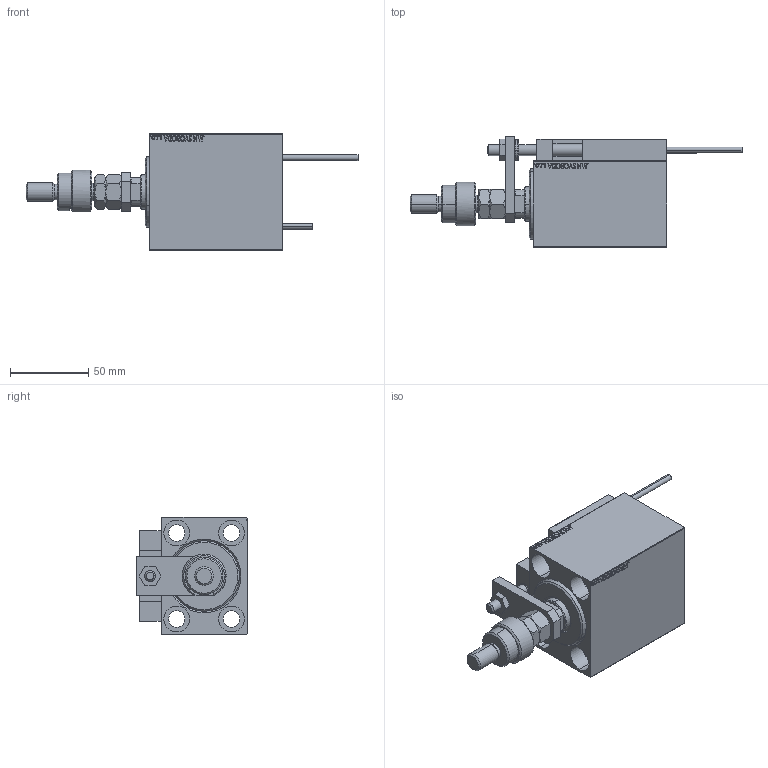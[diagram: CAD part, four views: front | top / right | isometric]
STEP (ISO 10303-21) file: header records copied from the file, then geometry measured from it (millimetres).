
FILE_DESCRIPTION (( 'STEP AP203' ), '1' );
FILE_NAME ('192d.STEP', '2024-02-13T03:49:20', ( '' ), ( '' ), 'SwSTEP 2.0', 'SolidWorks 2019', '' );
FILE_SCHEMA (( 'CONFIG_CONTROL_DESIGN' ));
Length unit declared in the file: millimetre
Products named in the file (18): SWITCH DIM B,W 3afcf7273f3e2d43ea236e2376764728; 192d; ALLEN BOLT D5 3afcf7273f3e2d43ea236e2376764728; ALLEN BOLT D8 3afcf7273f3e2d43ea236e2376764728; V450CM_C_Body 3afcf7273f3e2d43ea236e2376764728; V450CM_C_VCP 3afcf7273f3e2d43ea236e2376764728; X_Y_DFA 3afcf7273f3e2d43ea236e2376764728; MFA 3afcf7273f3e2d43ea236e2376764728; NUT_D12 3afcf7273f3e2d43ea236e2376764728; TYC_L79 3afcf7273f3e2d43ea236e2376764728; SWITCH X 3afcf7273f3e2d43ea236e2376764728; FEMALE_PART_FOR_DFA 3afcf7273f3e2d43ea236e2376764728; V450CM_VC_B 3afcf7273f3e2d43ea236e2376764728; KONCOVKA 3afcf7273f3e2d43ea236e2376764728; ZARAZKA 3afcf7273f3e2d43ea236e2376764728; MAGNET 3afcf7273f3e2d43ea236e2376764728; Block 3afcf7273f3e2d43ea236e2376764728; SWITCH_X_FRONT_BACK 3afcf7273f3e2d43ea236e2376764728
Assembly tree (27 placements, depth 3):
  192d
    V450CM_C_Body 3afcf7273f3e2d43ea236e2376764728
    SWITCH X 3afcf7273f3e2d43ea236e2376764728
      SWITCH_X_FRONT_BACK 3afcf7273f3e2d43ea236e2376764728  x2
      TYC_L79 3afcf7273f3e2d43ea236e2376764728
      Block 3afcf7273f3e2d43ea236e2376764728  x2
      ALLEN BOLT D5 3afcf7273f3e2d43ea236e2376764728  x4
      ALLEN BOLT D8 3afcf7273f3e2d43ea236e2376764728  x4
      MAGNET 3afcf7273f3e2d43ea236e2376764728  x2
      KONCOVKA 3afcf7273f3e2d43ea236e2376764728  x2
    NUT_D12 3afcf7273f3e2d43ea236e2376764728
    SWITCH DIM B,W 3afcf7273f3e2d43ea236e2376764728
    ZARAZKA 3afcf7273f3e2d43ea236e2376764728
    V450CM_C_VCP 3afcf7273f3e2d43ea236e2376764728
    V450CM_VC_B 3afcf7273f3e2d43ea236e2376764728
    X_Y_DFA 3afcf7273f3e2d43ea236e2376764728
      FEMALE_PART_FOR_DFA 3afcf7273f3e2d43ea236e2376764728
      MFA 3afcf7273f3e2d43ea236e2376764728
Bounding box: 212 x 70.5 x 75 mm (x, y, z)
Volume: 367433.9 mm3; surface area: 96842.1 mm2
Topology: 25 solids, 25 shells, 1357 faces, 3226 edges, 2051 vertices
Faces by surface type: plane 586, bspline 380, cylinder 193, cone 146, torus 48, sphere 4
Entity records: 52688 total; most frequent: CARTESIAN_POINT 26573, ORIENTED_EDGE 5472, DIRECTION 3782, EDGE_CURVE 2736, VERTEX_POINT 1775, VECTOR 1534, LINE 1534, EDGE_LOOP 1267
